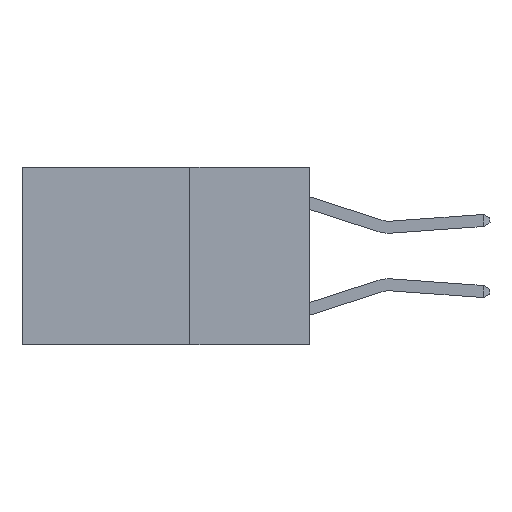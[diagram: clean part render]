
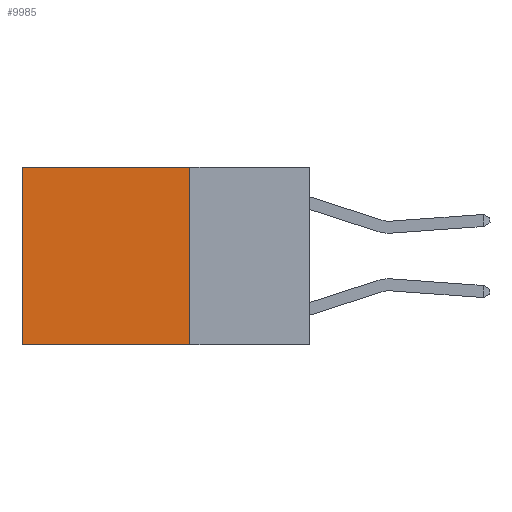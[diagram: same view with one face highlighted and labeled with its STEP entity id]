
A CAD part, left-side view. The second image highlights one B-rep face of the part: STEP entity #9985.
In plain terms, the highlighted planar face has unit normal (-1, 0, 0).
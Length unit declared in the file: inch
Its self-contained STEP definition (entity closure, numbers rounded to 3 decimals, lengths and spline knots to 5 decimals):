
#781 = CARTESIAN_POINT ( 'NONE',  ( 0.2625, 0.6, 0. ) ) ;
#810 = VERTEX_POINT ( 'NONE', #2445 ) ;
#1271 = CARTESIAN_POINT ( 'NONE',  ( 0.2625, 0.25, -0.37 ) ) ;
#1567 = EDGE_LOOP ( 'NONE', ( #7731, #7941, #5764, #6707 ) ) ;
#1591 = DIRECTION ( 'NONE',  ( 0., 0., -1. ) ) ;
#1759 = EDGE_CURVE ( 'NONE', #7324, #5775, #11186, .T. ) ;
#1893 = VERTEX_POINT ( 'NONE', #8449 ) ;
#1928 = EDGE_CURVE ( 'NONE', #5775, #1893, #13894, .T. ) ;
#2197 = FACE_OUTER_BOUND ( 'NONE', #1567, .T. ) ;
#2445 = CARTESIAN_POINT ( 'NONE',  ( 0.2625, 0.25, -0.37 ) ) ;
#2670 = DIRECTION ( 'NONE',  ( 0., 1., 0. ) ) ;
#4149 = VECTOR ( 'NONE', #1591, 39.37008 ) ;
#4959 = CARTESIAN_POINT ( 'NONE',  ( 0.2625, 0.25, 0. ) ) ;
#5161 = DIRECTION ( 'NONE',  ( 0., 0., -1. ) ) ;
#5208 = EDGE_CURVE ( 'NONE', #7324, #810, #5512, .T. ) ;
#5512 = LINE ( 'NONE', #4959, #4149 ) ;
#5515 = VECTOR ( 'NONE', #2670, 39.37008 ) ;
#5764 = ORIENTED_EDGE ( 'NONE', *, *, #5208, .F. ) ;
#5775 = VERTEX_POINT ( 'NONE', #11065 ) ;
#5776 = CARTESIAN_POINT ( 'NONE',  ( 0.2625, 0.25, 0. ) ) ;
#6707 = ORIENTED_EDGE ( 'NONE', *, *, #1759, .T. ) ;
#7043 = PLANE ( 'NONE',  #13217 ) ;
#7324 = VERTEX_POINT ( 'NONE', #13265 ) ;
#7731 = ORIENTED_EDGE ( 'NONE', *, *, #1928, .T. ) ;
#7941 = ORIENTED_EDGE ( 'NONE', *, *, #13128, .F. ) ;
#8260 = CARTESIAN_POINT ( 'NONE',  ( 0.2625, 0.25, 0. ) ) ;
#8449 = CARTESIAN_POINT ( 'NONE',  ( 0.2625, 0.6, -0.37 ) ) ;
#8936 = DIRECTION ( 'NONE',  ( 0., 1., 0. ) ) ;
#9985 = ADVANCED_FACE ( 'NONE', ( #2197 ), #7043, .F. ) ;
#10238 = DIRECTION ( 'NONE',  ( 1., 0., 0. ) ) ;
#10895 = VECTOR ( 'NONE', #8936, 39.37008 ) ;
#11065 = CARTESIAN_POINT ( 'NONE',  ( 0.2625, 0.6, 0. ) ) ;
#11186 = LINE ( 'NONE', #8260, #5515 ) ;
#11741 = LINE ( 'NONE', #1271, #10895 ) ;
#11857 = VECTOR ( 'NONE', #5161, 39.37008 ) ;
#13128 = EDGE_CURVE ( 'NONE', #810, #1893, #11741, .T. ) ;
#13217 = AXIS2_PLACEMENT_3D ( 'NONE', #5776, #10238, #13427 ) ;
#13265 = CARTESIAN_POINT ( 'NONE',  ( 0.2625, 0.25, 0. ) ) ;
#13427 = DIRECTION ( 'NONE',  ( 0., 0., -1. ) ) ;
#13894 = LINE ( 'NONE', #781, #11857 ) ;
